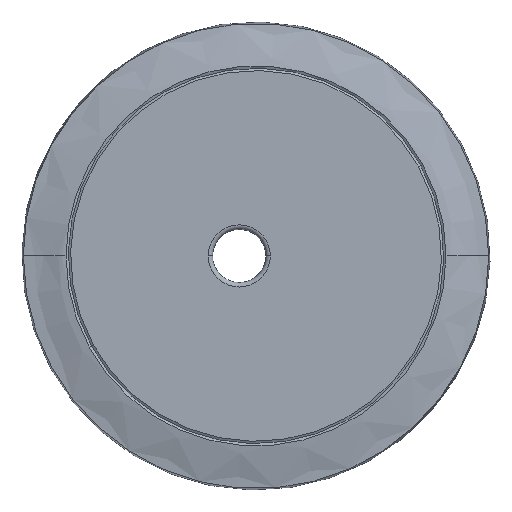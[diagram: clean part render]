
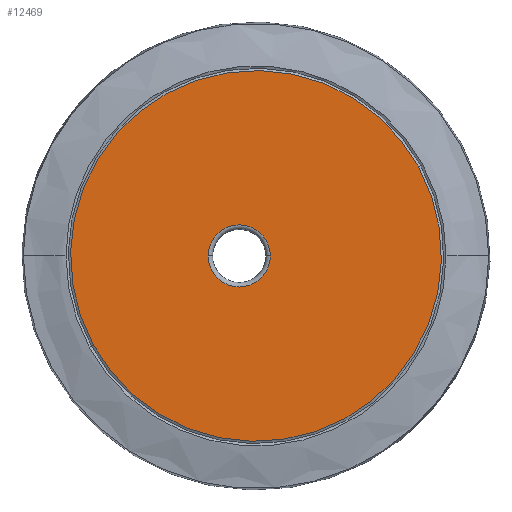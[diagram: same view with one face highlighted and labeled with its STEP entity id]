
A CAD part, top view. The second image highlights one B-rep face of the part: STEP entity #12469.
In plain terms, the highlighted planar face has unit normal (0, 0, 1).
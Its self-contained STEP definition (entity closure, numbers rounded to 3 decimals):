
#1618=AXIS2_PLACEMENT_3D('Circle Axis2P3D',#1616,#1617,$) ;
#1635=AXIS2_PLACEMENT_3D('Circle Axis2P3D',#1633,#1634,$) ;
#12445=AXIS2_PLACEMENT_3D('Plane Axis2P3D',#12442,#12443,#12444) ;
#12453=AXIS2_PLACEMENT_3D('Circle Axis2P3D',#12451,#12452,$) ;
#12462=AXIS2_PLACEMENT_3D('Circle Axis2P3D',#12460,#12461,$) ;
#1599=CARTESIAN_POINT('Vertex',(18.421,10.063,9.5)) ;
#1613=CARTESIAN_POINT('Vertex',(-18.421,-10.063,9.5)) ;
#1616=CARTESIAN_POINT('Axis2P3D Location',(0.,0.,9.5)) ;
#1633=CARTESIAN_POINT('Axis2P3D Location',(0.,0.,9.5)) ;
#12442=CARTESIAN_POINT('Axis2P3D Location',(0.,0.,9.5)) ;
#12451=CARTESIAN_POINT('Axis2P3D Location',(-1.9,0.,9.5)) ;
#12455=CARTESIAN_POINT('Vertex',(-5.418,0.,9.5)) ;
#12457=CARTESIAN_POINT('Vertex',(1.618,0.,9.5)) ;
#12460=CARTESIAN_POINT('Axis2P3D Location',(-1.9,0.,9.5)) ;
#1617=DIRECTION('Axis2P3D Direction',(0.,0.,-1.)) ;
#1634=DIRECTION('Axis2P3D Direction',(0.,0.,-1.)) ;
#12443=DIRECTION('Axis2P3D Direction',(0.,0.,-1.)) ;
#12444=DIRECTION('Axis2P3D XDirection',(0.,1.,0.)) ;
#12452=DIRECTION('Axis2P3D Direction',(0.,0.,-1.)) ;
#12461=DIRECTION('Axis2P3D Direction',(0.,0.,-1.)) ;
#12448=ORIENTED_EDGE('',*,*,#1620,.F.) ;
#12449=ORIENTED_EDGE('',*,*,#1637,.F.) ;
#12466=ORIENTED_EDGE('',*,*,#12459,.T.) ;
#12467=ORIENTED_EDGE('',*,*,#12464,.T.) ;
#12468=FACE_BOUND('',#12465,.T.) ;
#12469=ADVANCED_FACE('0043F58.1\\Corps principal Enjo JACK 3,5',(#12450,#12468),#12446,.F.) ;
#1619=CIRCLE('generated circle',#1618,20.99) ;
#1636=CIRCLE('generated circle',#1635,20.99) ;
#12454=CIRCLE('generated circle',#12453,3.518) ;
#12463=CIRCLE('generated circle',#12462,3.518) ;
#1620=EDGE_CURVE('',#1614,#1600,#1619,.T.) ;
#1637=EDGE_CURVE('',#1600,#1614,#1636,.T.) ;
#12459=EDGE_CURVE('',#12456,#12458,#12454,.T.) ;
#12464=EDGE_CURVE('',#12458,#12456,#12463,.T.) ;
#12447=EDGE_LOOP('',(#12448,#12449)) ;
#12465=EDGE_LOOP('',(#12466,#12467)) ;
#12450=FACE_OUTER_BOUND('',#12447,.T.) ;
#12446=PLANE('',#12445) ;
#1600=VERTEX_POINT('',#1599) ;
#1614=VERTEX_POINT('',#1613) ;
#12456=VERTEX_POINT('',#12455) ;
#12458=VERTEX_POINT('',#12457) ;
